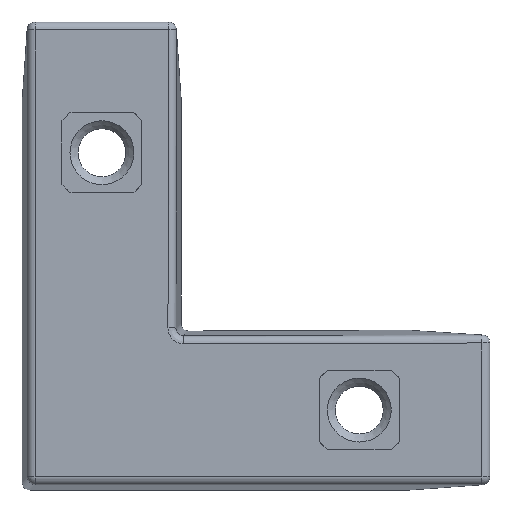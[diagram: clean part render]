
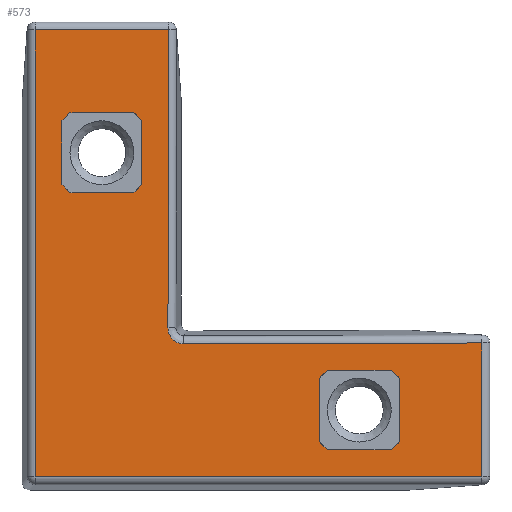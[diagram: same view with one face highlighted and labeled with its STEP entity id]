
A CAD part, top view. The second image highlights one B-rep face of the part: STEP entity #573.
In plain terms, the highlighted planar face has unit normal (0, 0, 1).
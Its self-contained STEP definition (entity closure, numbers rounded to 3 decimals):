
#243 = VERTEX_POINT('',#244);
#244 = CARTESIAN_POINT('',(47.586,-8.368,10.));
#251 = EDGE_CURVE('',#243,#252,#254,.T.);
#252 = VERTEX_POINT('',#253);
#253 = CARTESIAN_POINT('',(47.586,8.395,10.));
#254 = LINE('',#255,#256);
#255 = CARTESIAN_POINT('',(47.586,-9.301,10.));
#256 = VECTOR('',#257,1.);
#257 = DIRECTION('',(0.,1.,0.));
#573 = ADVANCED_FACE('',(#574,#628,#694),#760,.T.);
#574 = FACE_BOUND('',#575,.T.);
#575 = EDGE_LOOP('',(#576,#577,#585,#598,#606,#614,#622));
#576 = ORIENTED_EDGE('',*,*,#251,.T.);
#577 = ORIENTED_EDGE('',*,*,#578,.T.);
#578 = EDGE_CURVE('',#252,#579,#581,.T.);
#579 = VERTEX_POINT('',#580);
#580 = CARTESIAN_POINT('',(10.271,8.271,10.));
#581 = LINE('',#582,#583);
#582 = CARTESIAN_POINT('',(50.003,8.403,10.));
#583 = VECTOR('',#584,1.);
#584 = DIRECTION('',(-1.,-0.003,0.));
#585 = ORIENTED_EDGE('',*,*,#586,.F.);
#586 = EDGE_CURVE('',#587,#579,#589,.T.);
#587 = VERTEX_POINT('',#588);
#588 = CARTESIAN_POINT('',(8.269,10.269,10.));
#589 = ( BOUNDED_CURVE() B_SPLINE_CURVE(7,(#590,#591,#592,#593,#594,#595
,#596,#597),.UNSPECIFIED.,.F.,.F.) B_SPLINE_CURVE_WITH_KNOTS((8,8),(
0.,1.576),.PIECEWISE_BEZIER_KNOTS.) CURVE() 
GEOMETRIC_REPRESENTATION_ITEM() RATIONAL_B_SPLINE_CURVE((1.,1.,1.,1.,1.,
1.,1.,1.)) REPRESENTATION_ITEM('') );
#590 = CARTESIAN_POINT('',(8.269,10.269,10.));
#591 = CARTESIAN_POINT('',(8.268,9.82,10.));
#592 = CARTESIAN_POINT('',(8.385,9.371,10.));
#593 = CARTESIAN_POINT('',(8.619,8.958,10.));
#594 = CARTESIAN_POINT('',(8.959,8.619,10.));
#595 = CARTESIAN_POINT('',(9.372,8.385,10.));
#596 = CARTESIAN_POINT('',(9.821,8.269,10.));
#597 = CARTESIAN_POINT('',(10.271,8.271,10.));
#598 = ORIENTED_EDGE('',*,*,#599,.T.);
#599 = EDGE_CURVE('',#587,#600,#602,.T.);
#600 = VERTEX_POINT('',#601);
#601 = CARTESIAN_POINT('',(8.327,47.586,10.));
#602 = LINE('',#603,#604);
#603 = CARTESIAN_POINT('',(8.267,9.202,10.));
#604 = VECTOR('',#605,1.);
#605 = DIRECTION('',(0.002,1.,0.));
#606 = ORIENTED_EDGE('',*,*,#607,.T.);
#607 = EDGE_CURVE('',#600,#608,#610,.T.);
#608 = VERTEX_POINT('',#609);
#609 = CARTESIAN_POINT('',(-8.368,47.586,10.));
#610 = LINE('',#611,#612);
#611 = CARTESIAN_POINT('',(9.263,47.586,10.));
#612 = VECTOR('',#613,1.);
#613 = DIRECTION('',(-1.,0.,0.));
#614 = ORIENTED_EDGE('',*,*,#615,.F.);
#615 = EDGE_CURVE('',#616,#608,#618,.T.);
#616 = VERTEX_POINT('',#617);
#617 = CARTESIAN_POINT('',(-8.368,-8.368,10.));
#618 = LINE('',#619,#620);
#619 = CARTESIAN_POINT('',(-8.368,-9.301,10.));
#620 = VECTOR('',#621,1.);
#621 = DIRECTION('',(0.,1.,0.));
#622 = ORIENTED_EDGE('',*,*,#623,.F.);
#623 = EDGE_CURVE('',#243,#616,#624,.T.);
#624 = LINE('',#625,#626);
#625 = CARTESIAN_POINT('',(50.,-8.368,10.));
#626 = VECTOR('',#627,1.);
#627 = DIRECTION('',(-1.,0.,0.));
#628 = FACE_BOUND('',#629,.T.);
#629 = EDGE_LOOP('',(#630,#640,#648,#656,#664,#672,#680,#688));
#630 = ORIENTED_EDGE('',*,*,#631,.T.);
#631 = EDGE_CURVE('',#632,#634,#636,.T.);
#632 = VERTEX_POINT('',#633);
#633 = CARTESIAN_POINT('',(27.225,4.,10.));
#634 = VERTEX_POINT('',#635);
#635 = CARTESIAN_POINT('',(28.225,5.,10.));
#636 = LINE('',#637,#638);
#637 = CARTESIAN_POINT('',(25.225,2.,10.));
#638 = VECTOR('',#639,1.);
#639 = DIRECTION('',(0.707,0.707,0.));
#640 = ORIENTED_EDGE('',*,*,#641,.T.);
#641 = EDGE_CURVE('',#634,#642,#644,.T.);
#642 = VERTEX_POINT('',#643);
#643 = CARTESIAN_POINT('',(36.225,5.,10.));
#644 = LINE('',#645,#646);
#645 = CARTESIAN_POINT('',(27.225,5.,10.));
#646 = VECTOR('',#647,1.);
#647 = DIRECTION('',(1.,0.,0.));
#648 = ORIENTED_EDGE('',*,*,#649,.F.);
#649 = EDGE_CURVE('',#650,#642,#652,.T.);
#650 = VERTEX_POINT('',#651);
#651 = CARTESIAN_POINT('',(37.225,4.,10.));
#652 = LINE('',#653,#654);
#653 = CARTESIAN_POINT('',(36.725,4.5,10.));
#654 = VECTOR('',#655,1.);
#655 = DIRECTION('',(-0.707,0.707,0.));
#656 = ORIENTED_EDGE('',*,*,#657,.F.);
#657 = EDGE_CURVE('',#658,#650,#660,.T.);
#658 = VERTEX_POINT('',#659);
#659 = CARTESIAN_POINT('',(37.225,-4.,10.));
#660 = LINE('',#661,#662);
#661 = CARTESIAN_POINT('',(37.225,-5.,10.));
#662 = VECTOR('',#663,1.);
#663 = DIRECTION('',(0.,1.,0.));
#664 = ORIENTED_EDGE('',*,*,#665,.T.);
#665 = EDGE_CURVE('',#658,#666,#668,.T.);
#666 = VERTEX_POINT('',#667);
#667 = CARTESIAN_POINT('',(36.225,-5.,10.));
#668 = LINE('',#669,#670);
#669 = CARTESIAN_POINT('',(34.225,-7.,10.));
#670 = VECTOR('',#671,1.);
#671 = DIRECTION('',(-0.707,-0.707,0.));
#672 = ORIENTED_EDGE('',*,*,#673,.F.);
#673 = EDGE_CURVE('',#674,#666,#676,.T.);
#674 = VERTEX_POINT('',#675);
#675 = CARTESIAN_POINT('',(28.225,-5.,10.));
#676 = LINE('',#677,#678);
#677 = CARTESIAN_POINT('',(27.225,-5.,10.));
#678 = VECTOR('',#679,1.);
#679 = DIRECTION('',(1.,0.,0.));
#680 = ORIENTED_EDGE('',*,*,#681,.F.);
#681 = EDGE_CURVE('',#682,#674,#684,.T.);
#682 = VERTEX_POINT('',#683);
#683 = CARTESIAN_POINT('',(27.225,-4.,10.));
#684 = LINE('',#685,#686);
#685 = CARTESIAN_POINT('',(27.725,-4.5,10.));
#686 = VECTOR('',#687,1.);
#687 = DIRECTION('',(0.707,-0.707,0.));
#688 = ORIENTED_EDGE('',*,*,#689,.T.);
#689 = EDGE_CURVE('',#682,#632,#690,.T.);
#690 = LINE('',#691,#692);
#691 = CARTESIAN_POINT('',(27.225,-5.,10.));
#692 = VECTOR('',#693,1.);
#693 = DIRECTION('',(0.,1.,0.));
#694 = FACE_BOUND('',#695,.T.);
#695 = EDGE_LOOP('',(#696,#706,#714,#722,#730,#738,#746,#754));
#696 = ORIENTED_EDGE('',*,*,#697,.T.);
#697 = EDGE_CURVE('',#698,#700,#702,.T.);
#698 = VERTEX_POINT('',#699);
#699 = CARTESIAN_POINT('',(-4.,27.225,10.));
#700 = VERTEX_POINT('',#701);
#701 = CARTESIAN_POINT('',(-5.,28.225,10.));
#702 = LINE('',#703,#704);
#703 = CARTESIAN_POINT('',(-2.,25.225,10.));
#704 = VECTOR('',#705,1.);
#705 = DIRECTION('',(-0.707,0.707,0.));
#706 = ORIENTED_EDGE('',*,*,#707,.T.);
#707 = EDGE_CURVE('',#700,#708,#710,.T.);
#708 = VERTEX_POINT('',#709);
#709 = CARTESIAN_POINT('',(-5.,36.225,10.));
#710 = LINE('',#711,#712);
#711 = CARTESIAN_POINT('',(-5.,27.225,10.));
#712 = VECTOR('',#713,1.);
#713 = DIRECTION('',(0.,1.,0.));
#714 = ORIENTED_EDGE('',*,*,#715,.F.);
#715 = EDGE_CURVE('',#716,#708,#718,.T.);
#716 = VERTEX_POINT('',#717);
#717 = CARTESIAN_POINT('',(-4.,37.225,10.));
#718 = LINE('',#719,#720);
#719 = CARTESIAN_POINT('',(-4.5,36.725,10.));
#720 = VECTOR('',#721,1.);
#721 = DIRECTION('',(-0.707,-0.707,0.));
#722 = ORIENTED_EDGE('',*,*,#723,.F.);
#723 = EDGE_CURVE('',#724,#716,#726,.T.);
#724 = VERTEX_POINT('',#725);
#725 = CARTESIAN_POINT('',(4.,37.225,10.));
#726 = LINE('',#727,#728);
#727 = CARTESIAN_POINT('',(5.,37.225,10.));
#728 = VECTOR('',#729,1.);
#729 = DIRECTION('',(-1.,0.,0.));
#730 = ORIENTED_EDGE('',*,*,#731,.T.);
#731 = EDGE_CURVE('',#724,#732,#734,.T.);
#732 = VERTEX_POINT('',#733);
#733 = CARTESIAN_POINT('',(5.,36.225,10.));
#734 = LINE('',#735,#736);
#735 = CARTESIAN_POINT('',(7.,34.225,10.));
#736 = VECTOR('',#737,1.);
#737 = DIRECTION('',(0.707,-0.707,0.));
#738 = ORIENTED_EDGE('',*,*,#739,.F.);
#739 = EDGE_CURVE('',#740,#732,#742,.T.);
#740 = VERTEX_POINT('',#741);
#741 = CARTESIAN_POINT('',(5.,28.225,10.));
#742 = LINE('',#743,#744);
#743 = CARTESIAN_POINT('',(5.,27.225,10.));
#744 = VECTOR('',#745,1.);
#745 = DIRECTION('',(0.,1.,0.));
#746 = ORIENTED_EDGE('',*,*,#747,.F.);
#747 = EDGE_CURVE('',#748,#740,#750,.T.);
#748 = VERTEX_POINT('',#749);
#749 = CARTESIAN_POINT('',(4.,27.225,10.));
#750 = LINE('',#751,#752);
#751 = CARTESIAN_POINT('',(4.5,27.725,10.));
#752 = VECTOR('',#753,1.);
#753 = DIRECTION('',(0.707,0.707,0.));
#754 = ORIENTED_EDGE('',*,*,#755,.T.);
#755 = EDGE_CURVE('',#748,#698,#756,.T.);
#756 = LINE('',#757,#758);
#757 = CARTESIAN_POINT('',(5.,27.225,10.));
#758 = VECTOR('',#759,1.);
#759 = DIRECTION('',(-1.,0.,0.));
#760 = PLANE('',#761);
#761 = AXIS2_PLACEMENT_3D('',#762,#763,#764);
#762 = CARTESIAN_POINT('',(13.333,13.333,10.));
#763 = DIRECTION('',(0.,0.,1.));
#764 = DIRECTION('',(1.,0.,0.));
